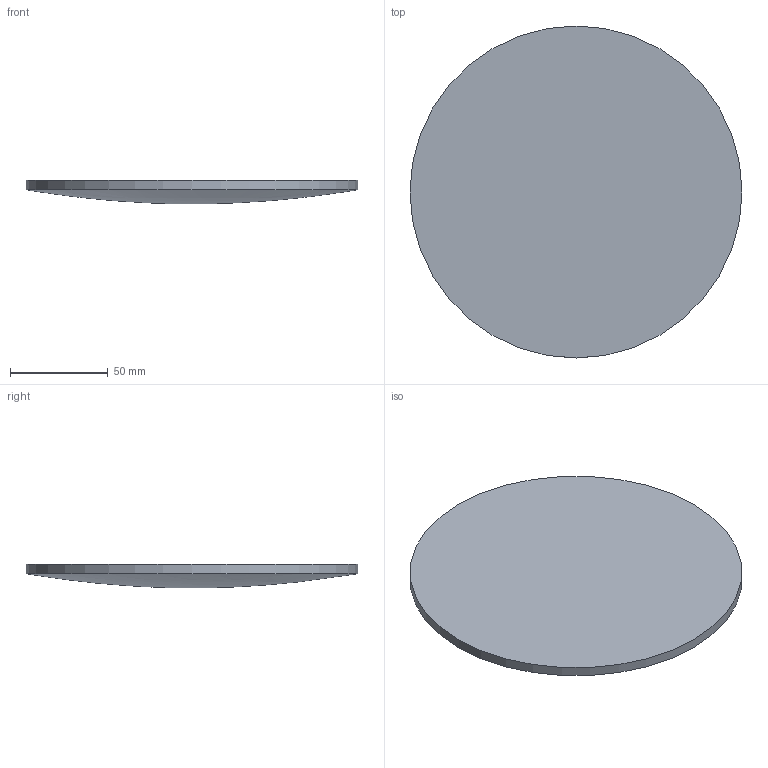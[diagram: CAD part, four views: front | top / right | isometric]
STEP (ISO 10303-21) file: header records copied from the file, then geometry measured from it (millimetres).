
FILE_DESCRIPTION(('STEP AP214'),'1');
FILE_NAME('conf_1_Lens2_back.stp','2022-04-20T20:03:08',(' '),('ZEMAX'),'Spatial InterOp 3D',' ',' ');
FILE_SCHEMA(('AUTOMOTIVE_DESIGN { 1 0 10303 214 1 1 1 1 }'));
Length unit declared in the file: millimetre
Products named in the file (2): elliptical_stop_set.zos; surfaces 8,9
Assembly tree (1 placements, depth 2):
  elliptical_stop_set.zos
    surfaces 8,9
Bounding box: 170 x 170 x 12.22 mm (x, y, z)
Volume: 194302.4 mm3; surface area: 48225 mm2
Topology: 1 solids, 1 shells, 3 faces, 6 edges, 4 vertices
Faces by surface type: cylinder 1, revolution 1, plane 1
Full cylindrical faces by diameter (mm): 170 x1
Entity records: 230 total; most frequent: CARTESIAN_POINT 140, DIRECTION 13, AXIS2_PLACEMENT_3D 6, DIMENSIONAL_EXPONENTS 4, FACE_BOUND 4, EDGE_LOOP 4, ORIENTED_EDGE 4, PRODUCT_DEFINITION_SHAPE 3
